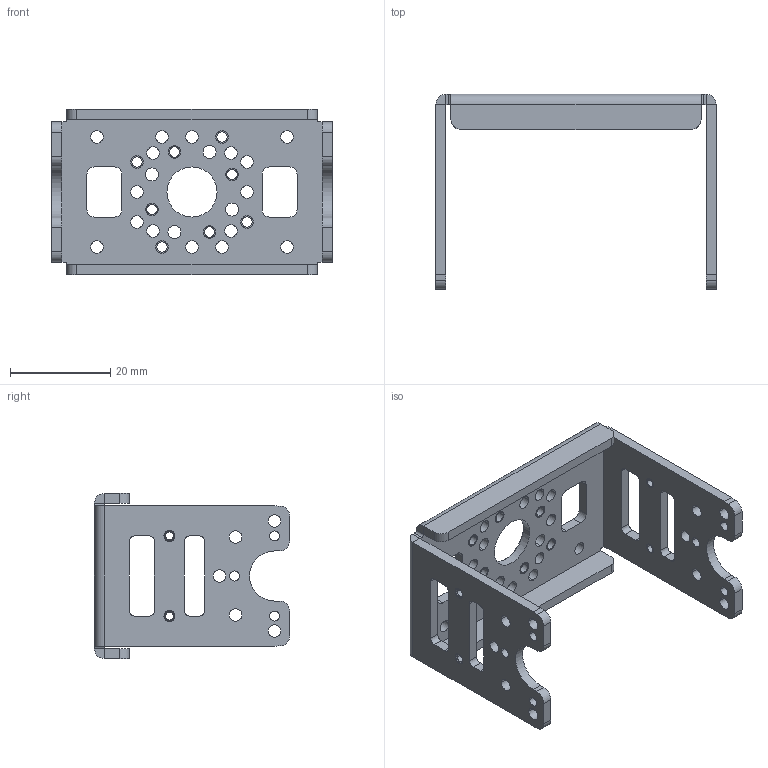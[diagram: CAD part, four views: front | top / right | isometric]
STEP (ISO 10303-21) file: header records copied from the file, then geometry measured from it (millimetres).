
FILE_DESCRIPTION((''),'2;1');
FILE_NAME('FR08_H_01','2010-02-02T',('JANG WOOK'),(''),'PRO/ENGINEER BY PARAMETRIC TECHNOLOGY CORPORATION, 2009060','PRO/ENGINEER BY PARAMETRIC TECHNOLOGY CORPORATION, 2009060','');
FILE_SCHEMA(('CONFIG_CONTROL_DESIGN'));
Length unit declared in the file: millimetre
Products named in the file (1): FR08_H_01
Bounding box: 56 x 39 x 33 mm (x, y, z)
Volume: 6940.6 mm3; surface area: 9006 mm2
Topology: 1 solids, 13 shells, 266 faces, 730 edges, 470 vertices
Faces by surface type: cylinder 172, plane 68, cone 26
Entity records: 8803 total; most frequent: DIRECTION 1642, CARTESIAN_POINT 1467, ORIENTED_EDGE 1412, EDGE_CURVE 730, AXIS2_PLACEMENT_3D 645, VERTEX_POINT 470, EDGE_LOOP 380, CIRCLE 378
